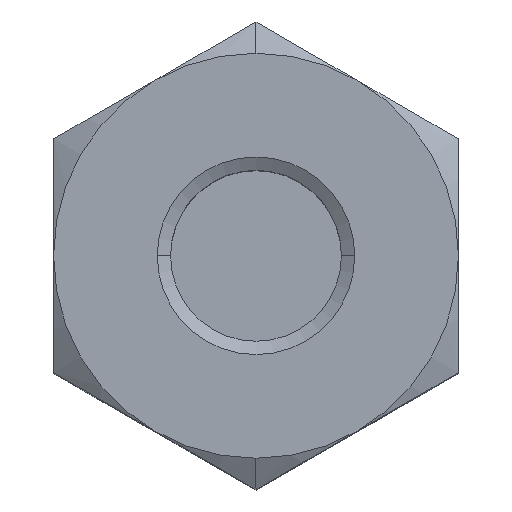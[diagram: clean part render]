
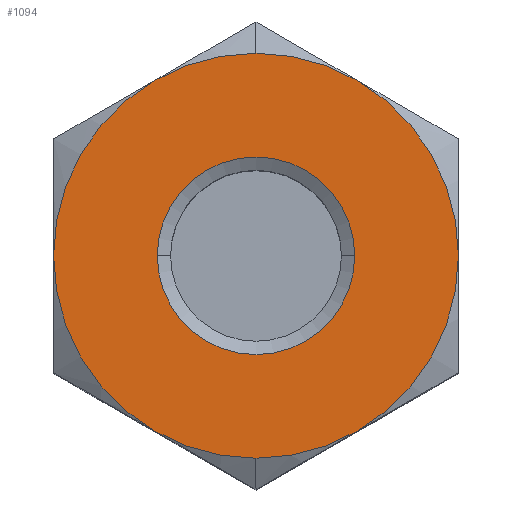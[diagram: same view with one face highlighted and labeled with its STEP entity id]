
A CAD part, top view. The second image highlights one B-rep face of the part: STEP entity #1094.
In plain terms, the highlighted planar face has unit normal (0, 0, 1).
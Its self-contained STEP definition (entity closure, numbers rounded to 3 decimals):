
#542=EDGE_CURVE('',#1118,#1062,#1463,.T.);
#588=VERTEX_POINT('',#1517);
#590=EDGE_CURVE('',#896,#936,#1519,.T.);
#612=EDGE_CURVE('',#802,#820,#1544,.T.);
#660=EDGE_CURVE('',#1210,#682,#1598,.T.);
#682=VERTEX_POINT('',#1621);
#750=EDGE_CURVE('',#864,#1210,#1694,.T.);
#802=VERTEX_POINT('',#1749);
#820=VERTEX_POINT('',#1770);
#860=EDGE_CURVE('',#820,#588,#1812,.T.);
#864=VERTEX_POINT('',#1816);
#896=VERTEX_POINT('',#1853);
#936=VERTEX_POINT('',#1897);
#968=EDGE_CURVE('',#588,#864,#1933,.T.);
#1026=EDGE_CURVE('',#1062,#1118,#2002,.T.);
#1062=VERTEX_POINT('',#2042);
#1094=ADVANCED_FACE('',(#2076,#2077),#2078,.T.);
#1118=VERTEX_POINT('',#2105);
#1170=EDGE_CURVE('',#682,#896,#2160,.T.);
#1210=VERTEX_POINT('',#2205);
#1266=EDGE_CURVE('',#936,#802,#2270,.T.);
#1463=CIRCLE('',#2573,10.);
#1517=CARTESIAN_POINT('',(-10.25,-17.754,0.));
#1519=CIRCLE('',#2665,20.5);
#1544=CIRCLE('',#2717,20.5);
#1598=CIRCLE('',#2823,20.5);
#1621=CARTESIAN_POINT('',(0.,20.5,0.));
#1694=CIRCLE('',#3018,20.5);
#1749=CARTESIAN_POINT('',(10.25,-17.754,0.));
#1770=CARTESIAN_POINT('',(0.,-20.5,0.));
#1812=CIRCLE('',#3279,20.5);
#1816=CARTESIAN_POINT('',(-20.5,0.,0.));
#1853=CARTESIAN_POINT('',(10.25,17.754,0.));
#1897=CARTESIAN_POINT('',(20.5,0.,0.));
#1933=CIRCLE('',#3484,20.5);
#2002=CIRCLE('',#3611,10.);
#2042=CARTESIAN_POINT('',(10.,0.,0.));
#2076=FACE_BOUND('',#3759,.T.);
#2077=FACE_OUTER_BOUND('',#3760,.T.);
#2078=PLANE('',#3761);
#2105=CARTESIAN_POINT('',(-10.0,0.,0.));
#2160=CIRCLE('',#3912,20.5);
#2205=CARTESIAN_POINT('',(-10.25,17.754,0.));
#2270=CIRCLE('',#4126,20.5);
#2573=AXIS2_PLACEMENT_3D('',#4405,#4406,#4407);
#2665=AXIS2_PLACEMENT_3D('',#4478,#4479,#4480);
#2717=AXIS2_PLACEMENT_3D('',#4517,#4518,#4519);
#2823=AXIS2_PLACEMENT_3D('',#4583,#4584,#4585);
#3018=AXIS2_PLACEMENT_3D('',#4665,#4666,#4667);
#3279=AXIS2_PLACEMENT_3D('',#4748,#4749,#4750);
#3484=AXIS2_PLACEMENT_3D('',#4889,#4890,#4891);
#3611=AXIS2_PLACEMENT_3D('',#4988,#4989,#4990);
#3759=EDGE_LOOP('',(#5057,#5058));
#3760=EDGE_LOOP('',(#5059,#5060,#5061,#5062,#5063,#5064,#5065,#5066));
#3761=AXIS2_PLACEMENT_3D('',#5067,#5068,#5069);
#3912=AXIS2_PLACEMENT_3D('',#5145,#5146,#5147);
#4126=AXIS2_PLACEMENT_3D('',#5293,#5294,#5295);
#4405=CARTESIAN_POINT('',(0.,0.,0.));
#4406=DIRECTION('',(0.,0.,-1.0));
#4407=DIRECTION('',(-1.0,0.,0.));
#4478=CARTESIAN_POINT('',(0.,0.,0.));
#4479=DIRECTION('',(0.,0.,-1.0));
#4480=DIRECTION('',(0.,1.0,0.));
#4517=CARTESIAN_POINT('',(0.,0.,0.));
#4518=DIRECTION('',(0.,0.,-1.0));
#4519=DIRECTION('',(0.,1.0,0.));
#4583=CARTESIAN_POINT('',(0.,0.,0.));
#4584=DIRECTION('',(0.,0.,-1.0));
#4585=DIRECTION('',(0.,1.0,0.));
#4665=CARTESIAN_POINT('',(0.,0.,0.));
#4666=DIRECTION('',(0.,0.,-1.0));
#4667=DIRECTION('',(0.,1.0,0.));
#4748=CARTESIAN_POINT('',(0.,0.,0.));
#4749=DIRECTION('',(0.,0.,-1.0));
#4750=DIRECTION('',(0.,1.0,0.));
#4889=CARTESIAN_POINT('',(0.,0.,0.));
#4890=DIRECTION('',(0.,0.,-1.0));
#4891=DIRECTION('',(0.,1.0,0.));
#4988=CARTESIAN_POINT('',(0.,0.,0.));
#4989=DIRECTION('',(0.,0.,-1.0));
#4990=DIRECTION('',(-1.0,0.,0.));
#5057=ORIENTED_EDGE('',*,*,#542,.T.);
#5058=ORIENTED_EDGE('',*,*,#1026,.T.);
#5059=ORIENTED_EDGE('',*,*,#660,.F.);
#5060=ORIENTED_EDGE('',*,*,#750,.F.);
#5061=ORIENTED_EDGE('',*,*,#968,.F.);
#5062=ORIENTED_EDGE('',*,*,#860,.F.);
#5063=ORIENTED_EDGE('',*,*,#612,.F.);
#5064=ORIENTED_EDGE('',*,*,#1266,.F.);
#5065=ORIENTED_EDGE('',*,*,#590,.F.);
#5066=ORIENTED_EDGE('',*,*,#1170,.F.);
#5067=CARTESIAN_POINT('',(0.,14.575,0.));
#5068=DIRECTION('',(0.,0.,1.0));
#5069=DIRECTION('',(0.,1.0,0.));
#5145=CARTESIAN_POINT('',(0.,0.,0.));
#5146=DIRECTION('',(0.,0.,-1.0));
#5147=DIRECTION('',(0.,1.0,0.));
#5293=CARTESIAN_POINT('',(0.,0.,0.));
#5294=DIRECTION('',(0.,0.,-1.0));
#5295=DIRECTION('',(0.,1.0,0.));
